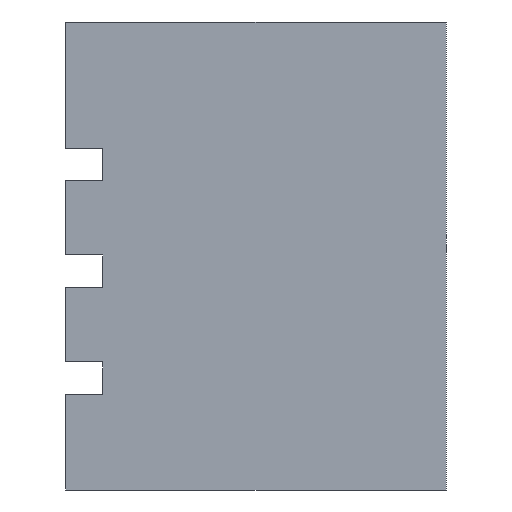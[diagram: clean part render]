
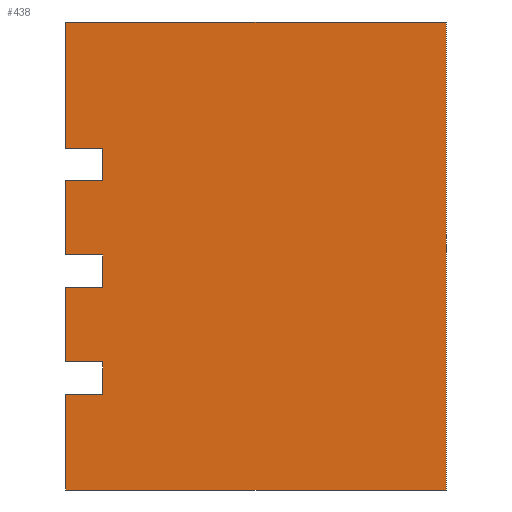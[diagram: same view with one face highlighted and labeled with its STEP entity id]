
A CAD part, front view. The second image highlights one B-rep face of the part: STEP entity #438.
In plain terms, the highlighted planar face has unit normal (0, -1, 0).
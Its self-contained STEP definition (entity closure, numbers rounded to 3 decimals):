
#32=FACE_OUTER_BOUND('',#54,.T.);
#54=EDGE_LOOP('',(#351,#352,#353,#354,#355,#356,#357,#358,#359,#360,#361,
#362,#363,#364,#365,#366));
#72=LINE('',#624,#132);
#75=LINE('',#630,#135);
#78=LINE('',#636,#138);
#81=LINE('',#642,#141);
#84=LINE('',#649,#144);
#88=LINE('',#657,#148);
#91=LINE('',#663,#151);
#94=LINE('',#670,#154);
#98=LINE('',#678,#158);
#101=LINE('',#684,#161);
#106=LINE('',#693,#166);
#107=LINE('',#695,#167);
#110=LINE('',#699,#170);
#111=LINE('',#702,#171);
#112=LINE('',#704,#172);
#113=LINE('',#705,#173);
#132=VECTOR('',#513,10.);
#135=VECTOR('',#518,10.);
#138=VECTOR('',#523,10.);
#141=VECTOR('',#528,10.);
#144=VECTOR('',#533,10.);
#148=VECTOR('',#539,10.);
#151=VECTOR('',#544,10.);
#154=VECTOR('',#549,10.);
#158=VECTOR('',#555,10.);
#161=VECTOR('',#560,10.);
#166=VECTOR('',#567,10.);
#167=VECTOR('',#570,10.);
#170=VECTOR('',#575,10.);
#171=VECTOR('',#578,10.);
#172=VECTOR('',#579,10.);
#173=VECTOR('',#580,10.);
#188=VERTEX_POINT('',#621);
#189=VERTEX_POINT('',#623);
#191=VERTEX_POINT('',#629);
#193=VERTEX_POINT('',#635);
#195=VERTEX_POINT('',#641);
#197=VERTEX_POINT('',#647);
#198=VERTEX_POINT('',#648);
#201=VERTEX_POINT('',#656);
#203=VERTEX_POINT('',#662);
#205=VERTEX_POINT('',#668);
#206=VERTEX_POINT('',#669);
#209=VERTEX_POINT('',#677);
#211=VERTEX_POINT('',#683);
#214=VERTEX_POINT('',#691);
#215=VERTEX_POINT('',#701);
#216=VERTEX_POINT('',#703);
#232=EDGE_CURVE('',#188,#189,#72,.T.);
#235=EDGE_CURVE('',#188,#191,#75,.T.);
#238=EDGE_CURVE('',#191,#193,#78,.T.);
#241=EDGE_CURVE('',#193,#195,#81,.T.);
#244=EDGE_CURVE('',#197,#198,#84,.T.);
#248=EDGE_CURVE('',#198,#201,#88,.T.);
#251=EDGE_CURVE('',#201,#203,#91,.T.);
#254=EDGE_CURVE('',#205,#206,#94,.T.);
#258=EDGE_CURVE('',#209,#205,#98,.T.);
#261=EDGE_CURVE('',#206,#211,#101,.T.);
#266=EDGE_CURVE('',#214,#203,#106,.T.);
#267=EDGE_CURVE('',#197,#211,#107,.T.);
#270=EDGE_CURVE('',#209,#195,#110,.T.);
#271=EDGE_CURVE('',#215,#214,#111,.T.);
#272=EDGE_CURVE('',#216,#215,#112,.T.);
#273=EDGE_CURVE('',#189,#216,#113,.T.);
#351=ORIENTED_EDGE('',*,*,#235,.T.);
#352=ORIENTED_EDGE('',*,*,#238,.T.);
#353=ORIENTED_EDGE('',*,*,#241,.T.);
#354=ORIENTED_EDGE('',*,*,#270,.F.);
#355=ORIENTED_EDGE('',*,*,#258,.T.);
#356=ORIENTED_EDGE('',*,*,#254,.T.);
#357=ORIENTED_EDGE('',*,*,#261,.T.);
#358=ORIENTED_EDGE('',*,*,#267,.F.);
#359=ORIENTED_EDGE('',*,*,#244,.T.);
#360=ORIENTED_EDGE('',*,*,#248,.T.);
#361=ORIENTED_EDGE('',*,*,#251,.T.);
#362=ORIENTED_EDGE('',*,*,#266,.F.);
#363=ORIENTED_EDGE('',*,*,#271,.F.);
#364=ORIENTED_EDGE('',*,*,#272,.F.);
#365=ORIENTED_EDGE('',*,*,#273,.F.);
#366=ORIENTED_EDGE('',*,*,#232,.F.);
#416=PLANE('',#483);
#438=ADVANCED_FACE('',(#32),#416,.F.);
#483=AXIS2_PLACEMENT_3D('',#700,#576,#577);
#513=DIRECTION('',(0.,0.,1.));
#518=DIRECTION('',(1.,0.,0.));
#523=DIRECTION('',(0.,0.,-1.));
#528=DIRECTION('',(-1.,0.,0.));
#533=DIRECTION('',(1.,0.,0.));
#539=DIRECTION('',(0.,0.,-1.));
#544=DIRECTION('',(-1.,0.,0.));
#549=DIRECTION('',(0.,0.,-1.));
#555=DIRECTION('',(1.,0.,0.));
#560=DIRECTION('',(-1.,0.,0.));
#567=DIRECTION('',(0.,0.,1.));
#570=DIRECTION('',(0.,0.,1.));
#575=DIRECTION('',(0.,0.,1.));
#576=DIRECTION('center_axis',(0.,1.,0.));
#577=DIRECTION('ref_axis',(0.,0.,1.));
#578=DIRECTION('',(-1.,0.,0.));
#579=DIRECTION('',(0.,0.,-1.));
#580=DIRECTION('',(1.,0.,0.));
#621=CARTESIAN_POINT('',(-76.5,0.,42.25));
#623=CARTESIAN_POINT('',(-76.5,0.,91.6));
#624=CARTESIAN_POINT('',(-76.5,0.,-95.6));
#629=CARTESIAN_POINT('',(-62.,0.,42.25));
#630=CARTESIAN_POINT('',(-32.,0.,42.25));
#635=CARTESIAN_POINT('',(-62.,0.,29.45));
#636=CARTESIAN_POINT('',(-62.,0.,14.725));
#641=CARTESIAN_POINT('',(-76.5,0.,29.45));
#642=CARTESIAN_POINT('',(-39.25,0.,29.45));
#647=CARTESIAN_POINT('',(-76.5,0.,-41.45));
#648=CARTESIAN_POINT('',(-62.,0.,-41.45));
#649=CARTESIAN_POINT('',(-32.,0.,-41.45));
#656=CARTESIAN_POINT('',(-62.,0.,-54.25));
#657=CARTESIAN_POINT('',(-62.,0.,-27.125));
#662=CARTESIAN_POINT('',(-76.5,0.,-54.25));
#663=CARTESIAN_POINT('',(-39.25,0.,-54.25));
#668=CARTESIAN_POINT('',(-62.,0.,0.4));
#669=CARTESIAN_POINT('',(-62.,0.,-12.4));
#670=CARTESIAN_POINT('',(-62.,0.,-6.2));
#677=CARTESIAN_POINT('',(-76.5,0.,0.4));
#678=CARTESIAN_POINT('',(-32.,0.,0.4));
#683=CARTESIAN_POINT('',(-76.5,0.,-12.4));
#684=CARTESIAN_POINT('',(-39.25,0.,-12.4));
#691=CARTESIAN_POINT('',(-76.5,0.,-91.6));
#693=CARTESIAN_POINT('',(-76.5,0.,-95.6));
#695=CARTESIAN_POINT('',(-76.5,0.,-95.6));
#699=CARTESIAN_POINT('',(-76.5,0.,-95.6));
#700=CARTESIAN_POINT('Origin',(-2.,0.,0.));
#701=CARTESIAN_POINT('',(72.5,0.,-91.6));
#702=CARTESIAN_POINT('',(72.5,0.,-91.6));
#703=CARTESIAN_POINT('',(72.5,0.,91.6));
#704=CARTESIAN_POINT('',(72.5,0.,91.6));
#705=CARTESIAN_POINT('',(-76.5,0.,91.6));
